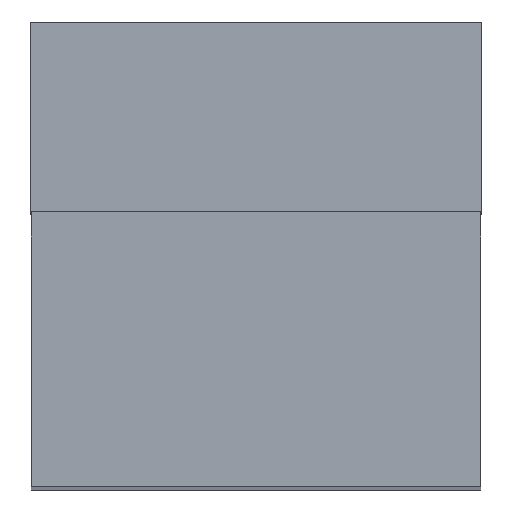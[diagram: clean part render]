
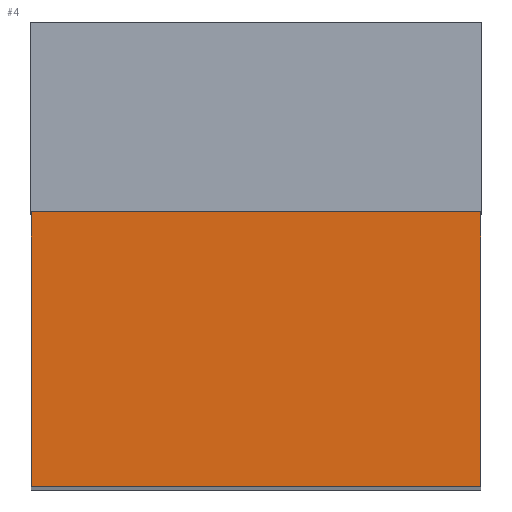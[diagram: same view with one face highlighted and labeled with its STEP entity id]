
A CAD part, top view. The second image highlights one B-rep face of the part: STEP entity #4.
In plain terms, the highlighted planar face has unit normal (0, 0, 1).
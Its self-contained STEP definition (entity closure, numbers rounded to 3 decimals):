
#4 = ADVANCED_FACE ( 'NONE', ( #102 ), #262, .F. ) ;
#20 = EDGE_CURVE ( 'NONE', #171, #172, #323, .T. ) ;
#25 = EDGE_CURVE ( 'NONE', #167, #159, #338, .T. ) ;
#26 = EDGE_CURVE ( 'NONE', #172, #159, #341, .T. ) ;
#27 = EDGE_CURVE ( 'NONE', #171, #167, #344, .T. ) ;
#87 = VECTOR ( 'NONE', #325, 1000. ) ;
#89 = AXIS2_PLACEMENT_3D ( 'NONE', #263, #264, #265 ) ;
#93 = VECTOR ( 'NONE', #346, 1000. ) ;
#94 = VECTOR ( 'NONE', #343, 1000. ) ;
#95 = VECTOR ( 'NONE', #340, 1000. ) ;
#102 = FACE_OUTER_BOUND ( 'NONE', #164, .T. ) ;
#159 = VERTEX_POINT ( 'NONE', #409 ) ;
#164 = EDGE_LOOP ( 'NONE', ( #200, #202, #201, #203 ) ) ;
#167 = VERTEX_POINT ( 'NONE', #313 ) ;
#171 = VERTEX_POINT ( 'NONE', #416 ) ;
#172 = VERTEX_POINT ( 'NONE', #417 ) ;
#200 = ORIENTED_EDGE ( 'NONE', *, *, #26, .T. ) ;
#201 = ORIENTED_EDGE ( 'NONE', *, *, #27, .F. ) ;
#202 = ORIENTED_EDGE ( 'NONE', *, *, #25, .F. ) ;
#203 = ORIENTED_EDGE ( 'NONE', *, *, #20, .T. ) ;
#262 = PLANE ( 'NONE',  #89 ) ;
#263 = CARTESIAN_POINT ( 'NONE',  ( -13.336, 10., 42.112 ) ) ;
#264 = DIRECTION ( 'NONE',  ( 0., 0., -1. ) ) ;
#265 = DIRECTION ( 'NONE',  ( -1., 0., 0. ) ) ;
#313 = CARTESIAN_POINT ( 'NONE',  ( 3.041, 10., 42.112 ) ) ;
#323 = LINE ( 'NONE', #324, #87 ) ;
#324 = CARTESIAN_POINT ( 'NONE',  ( -13.336, 10., 42.112 ) ) ;
#325 = DIRECTION ( 'NONE',  ( 0., -1., 0. ) ) ;
#338 = LINE ( 'NONE', #339, #95 ) ;
#339 = CARTESIAN_POINT ( 'NONE',  ( 3.041, 10., 42.112 ) ) ;
#340 = DIRECTION ( 'NONE',  ( 0., -1., 0. ) ) ;
#341 = LINE ( 'NONE', #342, #94 ) ;
#342 = CARTESIAN_POINT ( 'NONE',  ( -13.336, 0., 42.112 ) ) ;
#343 = DIRECTION ( 'NONE',  ( 1., 0., 0. ) ) ;
#344 = LINE ( 'NONE', #345, #93 ) ;
#345 = CARTESIAN_POINT ( 'NONE',  ( -13.336, 10., 42.112 ) ) ;
#346 = DIRECTION ( 'NONE',  ( 1., 0., 0. ) ) ;
#409 = CARTESIAN_POINT ( 'NONE',  ( 3.041, 0., 42.112 ) ) ;
#416 = CARTESIAN_POINT ( 'NONE',  ( -13.336, 10., 42.112 ) ) ;
#417 = CARTESIAN_POINT ( 'NONE',  ( -13.336, 0., 42.112 ) ) ;
